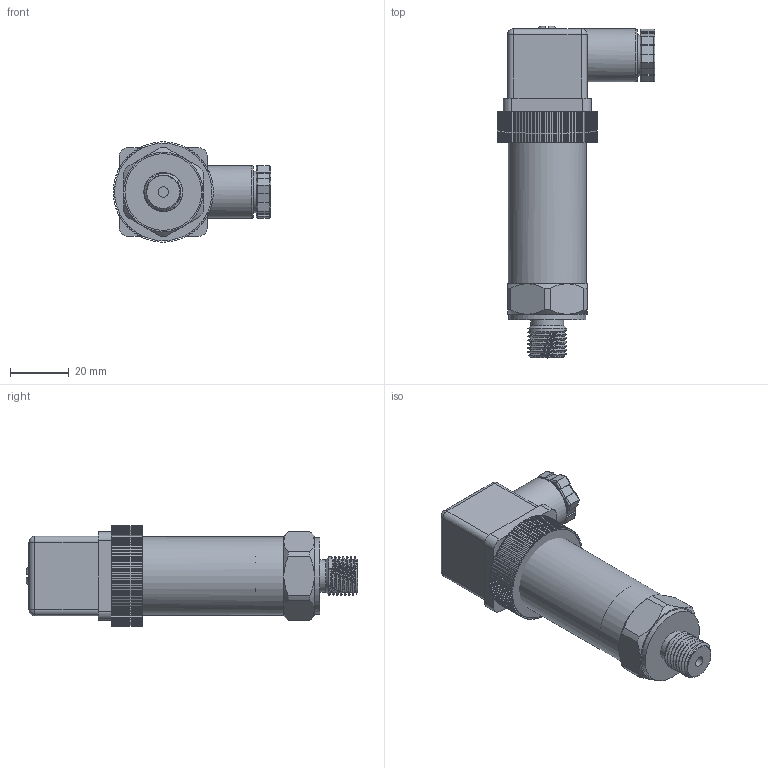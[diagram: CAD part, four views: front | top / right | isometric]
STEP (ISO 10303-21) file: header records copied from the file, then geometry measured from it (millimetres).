
FILE_DESCRIPTION(/* description */ (''),/* implementation_level */ '2;1');
FILE_NAME(/* name */ '（3D）PM200-G14MB-G14外螺纹-赫斯曼插头.stp',/* time_stamp */ '2023-08-21T10:32:33+08:00',/* author */ (''),/* organization */ (''),/* preprocessor_version */ 'ST-DEVELOPER v16.7',/* originating_system */ 'SIEMENS PLM Software NX 12.0',/* authorisation */ '');
FILE_SCHEMA (('AUTOMOTIVE_DESIGN { 1 0 10303 214 3 1 1 1 }'));
Length unit declared in the file: millimetre
Products named in the file (1): Mayn62A8411Dpso4
Bounding box: 53.5 x 112.7 x 33.99 mm (x, y, z)
Volume: 73913.3 mm3; surface area: 22139 mm2
Topology: 4 solids, 5 shells, 735 faces, 2038 edges, 1327 vertices
Faces by surface type: plane 420, cylinder 284, cone 16, bspline 9, sphere 4, torus 2
Full cylindrical faces by diameter (mm): 1.5 x4, 3.4 x1, 3.5 x1, 9 x1, 10 x1, 11.157 x1, 14 x1, 18 x1, 25.5 x1, 26 x2, 26.5 x1
Entity records: 24993 total; most frequent: CARTESIAN_POINT 6062, ORIENTED_EDGE 3982, DIRECTION 3911, EDGE_CURVE 1991, LINE 1399, VECTOR 1399, VERTEX_POINT 1307, AXIS2_PLACEMENT_3D 1256
